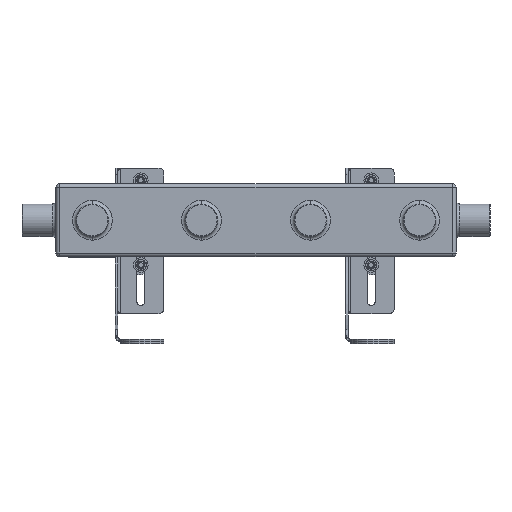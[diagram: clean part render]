
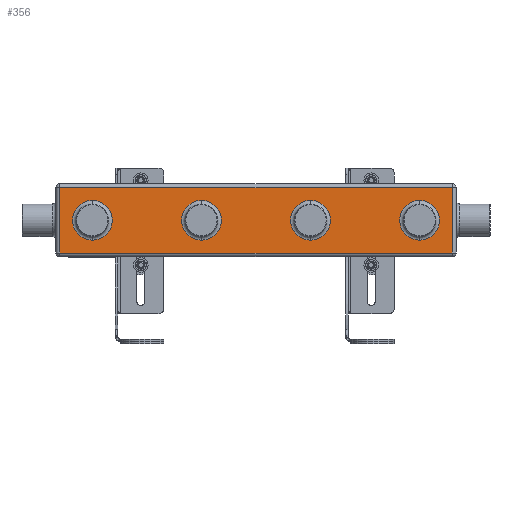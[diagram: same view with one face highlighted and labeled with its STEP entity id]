
A CAD part, front view. The second image highlights one B-rep face of the part: STEP entity #356.
In plain terms, the highlighted planar face has unit normal (0, -1, 0).
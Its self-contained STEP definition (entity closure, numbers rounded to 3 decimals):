
#69 = ORIENTED_EDGE ( 'NONE', *, *, #23408, .T. ) ;
#356 = ADVANCED_FACE ( 'NONE', ( #22539, #16559, #4235, #11621, #1109 ), #18436, .T. ) ;
#363 = CARTESIAN_POINT ( 'NONE',  ( -165., -65., -30. ) ) ;
#413 = CIRCLE ( 'NONE', #13105, 16.4 ) ;
#757 = DIRECTION ( 'NONE',  ( 0., 0., -1. ) ) ;
#1109 = FACE_OUTER_BOUND ( 'NONE', #4097, .T. ) ;
#1317 = VECTOR ( 'NONE', #17006, 1000. ) ;
#1486 = CARTESIAN_POINT ( 'NONE',  ( -45., -65., 0. ) ) ;
#1601 = CARTESIAN_POINT ( 'NONE',  ( -45., -65., 16.4 ) ) ;
#1692 = DIRECTION ( 'NONE',  ( 0., 1., 0. ) ) ;
#1758 = ORIENTED_EDGE ( 'NONE', *, *, #9005, .T. ) ;
#1778 = DIRECTION ( 'NONE',  ( 0., 1., 0. ) ) ;
#2315 = VECTOR ( 'NONE', #4588, 1000. ) ;
#2491 = VERTEX_POINT ( 'NONE', #3961 ) ;
#2545 = AXIS2_PLACEMENT_3D ( 'NONE', #3674, #8229, #19375 ) ;
#2618 = EDGE_CURVE ( 'NONE', #24106, #9606, #26257, .T. ) ;
#2874 = EDGE_CURVE ( 'NONE', #24806, #24003, #15378, .T. ) ;
#2971 = ORIENTED_EDGE ( 'NONE', *, *, #5216, .T. ) ;
#3674 = CARTESIAN_POINT ( 'NONE',  ( -135., -65., 0. ) ) ;
#3961 = CARTESIAN_POINT ( 'NONE',  ( -135., -65., 16.4 ) ) ;
#4097 = EDGE_LOOP ( 'NONE', ( #1758, #6805, #7396, #8487 ) ) ;
#4235 = FACE_BOUND ( 'NONE', #22097, .T. ) ;
#4415 = DIRECTION ( 'NONE',  ( 0., 0., -1. ) ) ;
#4505 = DIRECTION ( 'NONE',  ( 0., 1., 0. ) ) ;
#4588 = DIRECTION ( 'NONE',  ( -1., 0., 0. ) ) ;
#4612 = DIRECTION ( 'NONE',  ( 0., 1., 0. ) ) ;
#4625 = AXIS2_PLACEMENT_3D ( 'NONE', #6790, #4505, #4415 ) ;
#4809 = CIRCLE ( 'NONE', #2545, 16.4 ) ;
#5216 = EDGE_CURVE ( 'NONE', #2491, #28067, #22676, .T. ) ;
#5474 = CARTESIAN_POINT ( 'NONE',  ( -162., -65., -27. ) ) ;
#5901 = CARTESIAN_POINT ( 'NONE',  ( -165., -65., -27. ) ) ;
#6575 = CARTESIAN_POINT ( 'NONE',  ( 45., -65., -16.4 ) ) ;
#6790 = CARTESIAN_POINT ( 'NONE',  ( -45., -65., 0. ) ) ;
#6805 = ORIENTED_EDGE ( 'NONE', *, *, #2874, .T. ) ;
#6875 = DIRECTION ( 'NONE',  ( 0., 0., -1. ) ) ;
#7326 = AXIS2_PLACEMENT_3D ( 'NONE', #24962, #1778, #20331 ) ;
#7347 = CARTESIAN_POINT ( 'NONE',  ( 45., -65., 0. ) ) ;
#7369 = EDGE_CURVE ( 'NONE', #18731, #23155, #413, .T. ) ;
#7396 = ORIENTED_EDGE ( 'NONE', *, *, #7549, .T. ) ;
#7549 = EDGE_CURVE ( 'NONE', #24003, #18074, #18673, .T. ) ;
#7901 = EDGE_CURVE ( 'NONE', #21038, #22654, #17255, .T. ) ;
#7941 = ORIENTED_EDGE ( 'NONE', *, *, #7369, .T. ) ;
#8082 = CARTESIAN_POINT ( 'NONE',  ( -162., -65., 27. ) ) ;
#8229 = DIRECTION ( 'NONE',  ( 0., 1., 0. ) ) ;
#8487 = ORIENTED_EDGE ( 'NONE', *, *, #16039, .T. ) ;
#8755 = CARTESIAN_POINT ( 'NONE',  ( 162., -65., -30. ) ) ;
#8756 = CARTESIAN_POINT ( 'NONE',  ( 162., -65., -27. ) ) ;
#8792 = LINE ( 'NONE', #24894, #20011 ) ;
#9005 = EDGE_CURVE ( 'NONE', #9588, #24806, #8792, .T. ) ;
#9588 = VERTEX_POINT ( 'NONE', #8082 ) ;
#9606 = VERTEX_POINT ( 'NONE', #12573 ) ;
#9945 = DIRECTION ( 'NONE',  ( 0., 0., -1. ) ) ;
#9981 = ORIENTED_EDGE ( 'NONE', *, *, #12540, .T. ) ;
#10026 = ORIENTED_EDGE ( 'NONE', *, *, #12289, .T. ) ;
#10137 = DIRECTION ( 'NONE',  ( 0., 1., 0. ) ) ;
#11130 = CARTESIAN_POINT ( 'NONE',  ( -135., -65., -16.4 ) ) ;
#11402 = DIRECTION ( 'NONE',  ( 0., 0., -1. ) ) ;
#11621 = FACE_BOUND ( 'NONE', #11867, .T. ) ;
#11809 = DIRECTION ( 'NONE',  ( 0., 0., -1. ) ) ;
#11867 = EDGE_LOOP ( 'NONE', ( #25303, #19795 ) ) ;
#12142 = LINE ( 'NONE', #15323, #2315 ) ;
#12289 = EDGE_CURVE ( 'NONE', #22654, #21038, #17262, .T. ) ;
#12540 = EDGE_CURVE ( 'NONE', #23155, #18731, #24991, .T. ) ;
#12573 = CARTESIAN_POINT ( 'NONE',  ( 135., -65., -16.4 ) ) ;
#13105 = AXIS2_PLACEMENT_3D ( 'NONE', #7347, #25309, #757 ) ;
#13372 = CARTESIAN_POINT ( 'NONE',  ( -45., -65., -16.4 ) ) ;
#13742 = CARTESIAN_POINT ( 'NONE',  ( 135., -65., 16.4 ) ) ;
#15323 = CARTESIAN_POINT ( 'NONE',  ( -165., -65., 27. ) ) ;
#15378 = LINE ( 'NONE', #5901, #1317 ) ;
#15809 = CARTESIAN_POINT ( 'NONE',  ( 45., -65., 0. ) ) ;
#15937 = DIRECTION ( 'NONE',  ( 0., 1., 0. ) ) ;
#16039 = EDGE_CURVE ( 'NONE', #18074, #9588, #12142, .T. ) ;
#16365 = AXIS2_PLACEMENT_3D ( 'NONE', #363, #27335, #6875 ) ;
#16559 = FACE_BOUND ( 'NONE', #18334, .T. ) ;
#17006 = DIRECTION ( 'NONE',  ( 1., 0., 0. ) ) ;
#17134 = AXIS2_PLACEMENT_3D ( 'NONE', #20728, #15937, #11809 ) ;
#17255 = CIRCLE ( 'NONE', #4625, 16.4 ) ;
#17262 = CIRCLE ( 'NONE', #20979, 16.4 ) ;
#17592 = DIRECTION ( 'NONE',  ( 0., 0., 1. ) ) ;
#18022 = DIRECTION ( 'NONE',  ( 0., 0., -1. ) ) ;
#18074 = VERTEX_POINT ( 'NONE', #18161 ) ;
#18161 = CARTESIAN_POINT ( 'NONE',  ( 162., -65., 27. ) ) ;
#18334 = EDGE_LOOP ( 'NONE', ( #10026, #19004 ) ) ;
#18436 = PLANE ( 'NONE',  #16365 ) ;
#18673 = LINE ( 'NONE', #8755, #26400 ) ;
#18731 = VERTEX_POINT ( 'NONE', #27924 ) ;
#19004 = ORIENTED_EDGE ( 'NONE', *, *, #7901, .T. ) ;
#19062 = DIRECTION ( 'NONE',  ( 0., 0., -1. ) ) ;
#19375 = DIRECTION ( 'NONE',  ( 0., 0., -1. ) ) ;
#19795 = ORIENTED_EDGE ( 'NONE', *, *, #2618, .T. ) ;
#20011 = VECTOR ( 'NONE', #18022, 1000. ) ;
#20331 = DIRECTION ( 'NONE',  ( 0., 0., -1. ) ) ;
#20728 = CARTESIAN_POINT ( 'NONE',  ( 135., -65., 0. ) ) ;
#20979 = AXIS2_PLACEMENT_3D ( 'NONE', #1486, #1692, #9945 ) ;
#21038 = VERTEX_POINT ( 'NONE', #1601 ) ;
#21225 = CARTESIAN_POINT ( 'NONE',  ( -135., -65., 0. ) ) ;
#22097 = EDGE_LOOP ( 'NONE', ( #9981, #7941 ) ) ;
#22539 = FACE_BOUND ( 'NONE', #28830, .T. ) ;
#22654 = VERTEX_POINT ( 'NONE', #13372 ) ;
#22676 = CIRCLE ( 'NONE', #27540, 16.4 ) ;
#23155 = VERTEX_POINT ( 'NONE', #6575 ) ;
#23408 = EDGE_CURVE ( 'NONE', #28067, #2491, #4809, .T. ) ;
#24003 = VERTEX_POINT ( 'NONE', #8756 ) ;
#24106 = VERTEX_POINT ( 'NONE', #13742 ) ;
#24205 = AXIS2_PLACEMENT_3D ( 'NONE', #15809, #4612, #11402 ) ;
#24806 = VERTEX_POINT ( 'NONE', #5474 ) ;
#24894 = CARTESIAN_POINT ( 'NONE',  ( -162., -65., -30. ) ) ;
#24962 = CARTESIAN_POINT ( 'NONE',  ( 135., -65., 0. ) ) ;
#24991 = CIRCLE ( 'NONE', #24205, 16.4 ) ;
#25303 = ORIENTED_EDGE ( 'NONE', *, *, #28387, .T. ) ;
#25309 = DIRECTION ( 'NONE',  ( 0., 1., 0. ) ) ;
#25974 = CIRCLE ( 'NONE', #7326, 16.4 ) ;
#26257 = CIRCLE ( 'NONE', #17134, 16.4 ) ;
#26400 = VECTOR ( 'NONE', #17592, 1000. ) ;
#27335 = DIRECTION ( 'NONE',  ( 0., -1., 0. ) ) ;
#27540 = AXIS2_PLACEMENT_3D ( 'NONE', #21225, #10137, #19062 ) ;
#27924 = CARTESIAN_POINT ( 'NONE',  ( 45., -65., 16.4 ) ) ;
#28067 = VERTEX_POINT ( 'NONE', #11130 ) ;
#28387 = EDGE_CURVE ( 'NONE', #9606, #24106, #25974, .T. ) ;
#28830 = EDGE_LOOP ( 'NONE', ( #69, #2971 ) ) ;
